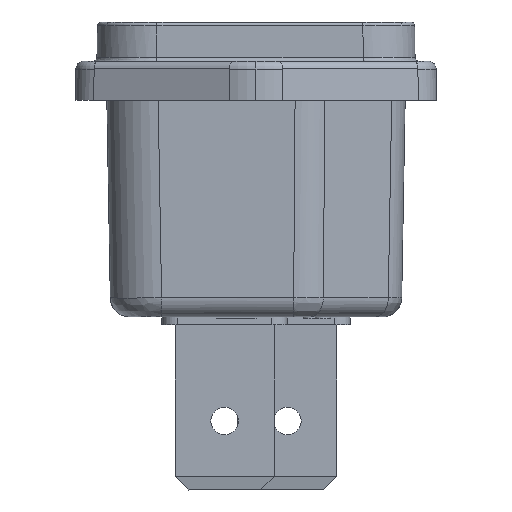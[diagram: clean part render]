
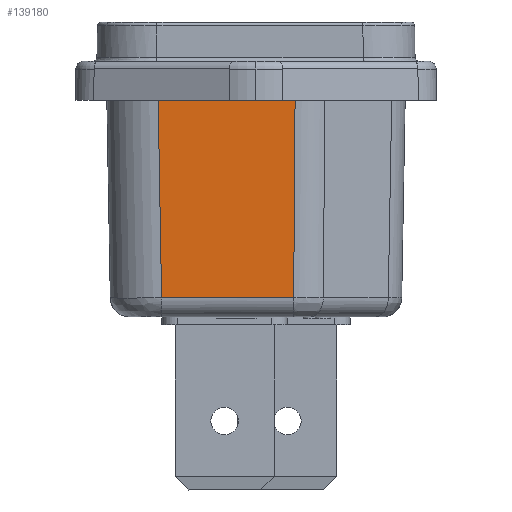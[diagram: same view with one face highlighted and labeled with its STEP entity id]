
A CAD part, left-side view. The second image highlights one B-rep face of the part: STEP entity #139180.
In plain terms, the highlighted face is planar.
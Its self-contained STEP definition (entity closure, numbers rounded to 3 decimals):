
#138790=CARTESIAN_POINT('',(0.111,14.209,0.));
#138800=DIRECTION('',(-1.,-0.017,-0.));
#138810=DIRECTION('',(-0.017,1.,0.));
#138820=AXIS2_PLACEMENT_3D('',#138790,#138800,#138810);
#138830=PLANE('',#138820);
#138840=CARTESIAN_POINT('',(-0.112,26.978,
-8.826));
#138850=DIRECTION('',(0.,0.,1.));
#138860=VECTOR('',#138850,1.);
#138870=LINE('',#138840,#138860);
#138880=CARTESIAN_POINT('',(-0.112,26.978,
-6.237));
#138890=VERTEX_POINT('',#138880);
#138900=CARTESIAN_POINT('',(-0.112,26.978,
2.489));
#138910=VERTEX_POINT('',#138900);
#138920=EDGE_CURVE('',#138890,#138910,#138870,.T.);
#138930=ORIENTED_EDGE('',*,*,#138920,.F.);
#138940=CARTESIAN_POINT('',(0.316,2.452,
2.319));
#138950=DIRECTION('',(-0.017,1.,
0.007));
#138960=VECTOR('',#138950,1.);
#138970=LINE('',#138940,#138960);
#138980=CARTESIAN_POINT('',(0.107,14.407,
2.402));
#138990=VERTEX_POINT('',#138980);
#139000=EDGE_CURVE('',#138990,#138910,#138970,.T.);
#139010=ORIENTED_EDGE('',*,*,#139000,.T.);
#139020=CARTESIAN_POINT('',(0.107,14.407,0.));
#139030=DIRECTION('',(0.,0.,1.));
#139040=VECTOR('',#139030,1.);
#139050=LINE('',#139020,#139040);
#139060=CARTESIAN_POINT('',(0.107,14.407,
-6.018));
#139070=VERTEX_POINT('',#139060);
#139080=EDGE_CURVE('',#139070,#138990,#139050,.T.);
#139090=ORIENTED_EDGE('',*,*,#139080,.T.);
#139100=CARTESIAN_POINT('',(0.316,2.443,
-5.809));
#139110=DIRECTION('',(0.017,-1.,
0.017));
#139120=VECTOR('',#139110,1.);
#139130=LINE('',#139100,#139120);
#139140=EDGE_CURVE('',#138890,#139070,#139130,.T.);
#139150=ORIENTED_EDGE('',*,*,#139140,.T.);
#139160=EDGE_LOOP('',(#139150,#139090,#139010,#138930));
#139170=FACE_OUTER_BOUND('',#139160,.T.);
#139180=ADVANCED_FACE('',(#139170),#138830,.T.);
